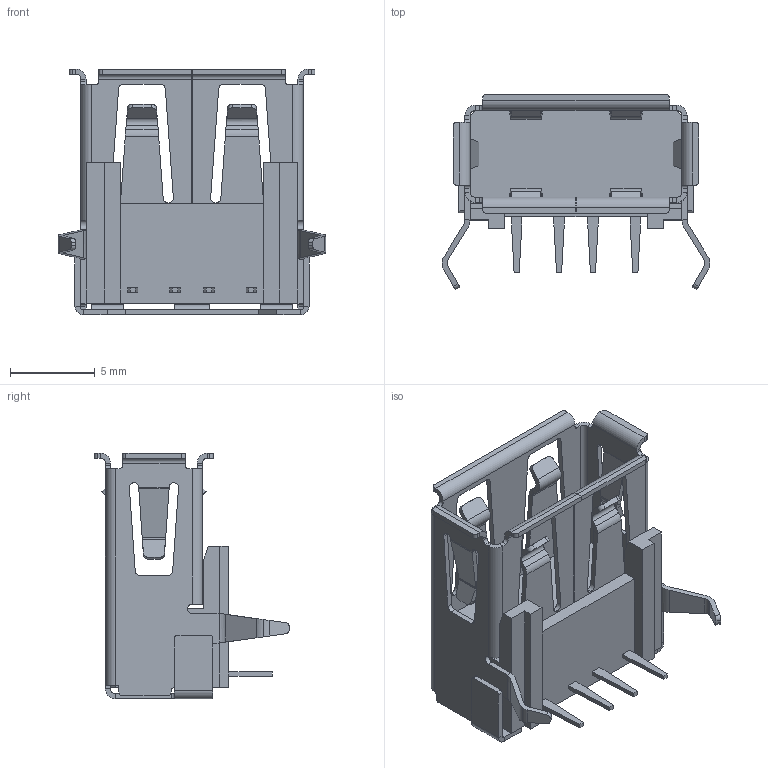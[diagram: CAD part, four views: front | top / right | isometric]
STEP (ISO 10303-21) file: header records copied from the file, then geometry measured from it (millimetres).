
FILE_DESCRIPTION (( 'STEP AP214' ), '1' );
FILE_NAME ('GSB12121RSKHR.STEP', '2022-12-13T10:33:28', ( '' ), ( '' ), 'SwSTEP 2.0', 'SolidWorks 2017', '' );
FILE_SCHEMA (( 'AUTOMOTIVE_DESIGN' ));
Length unit declared in the file: millimetre
Products named in the file (2): GSB12121RSKHR
Assembly tree (1 placements, depth 2):
  GSB12121RSKHR
    GSB12121RSKHR
Bounding box: 15.8 x 11.49 x 14.5 mm (x, y, z)
Volume: 540 mm3; surface area: 1498.4 mm2
Topology: 6 solids, 6 shells, 452 faces, 1124 edges, 680 vertices
Faces by surface type: plane 272, cylinder 156, bspline 24
Entity records: 13543 total; most frequent: CARTESIAN_POINT 2948, ORIENTED_EDGE 2248, DIRECTION 2076, EDGE_CURVE 1124, VECTOR 764, LINE 764, VERTEX_POINT 680, AXIS2_PLACEMENT_3D 656
